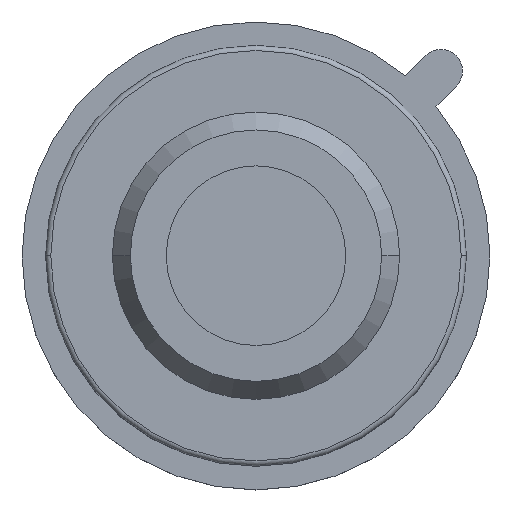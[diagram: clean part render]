
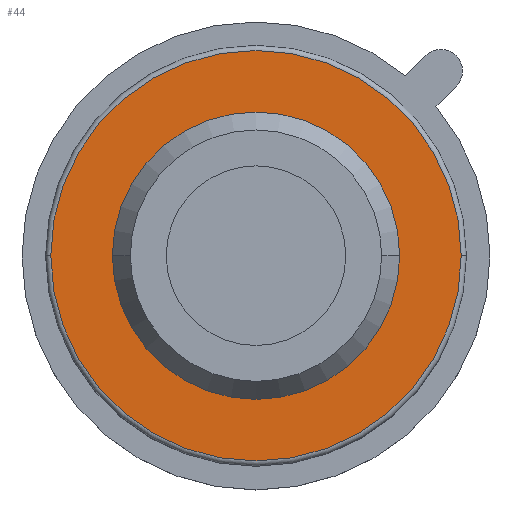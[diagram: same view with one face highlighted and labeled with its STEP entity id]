
A CAD part, top view. The second image highlights one B-rep face of the part: STEP entity #44.
In plain terms, the highlighted planar face has unit normal (0, 0, 1).
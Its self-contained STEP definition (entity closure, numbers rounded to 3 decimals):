
#11 = CIRCLE ( 'NONE', #517, 2.8 ) ;
#22 = VERTEX_POINT ( 'NONE', #210 ) ;
#40 = CIRCLE ( 'NONE', #754, 4. ) ;
#44 = ADVANCED_FACE ( 'NONE', ( #507, #610 ), #287, .T. ) ;
#60 = DIRECTION ( 'NONE',  ( 1., 0., 0. ) ) ;
#95 = CARTESIAN_POINT ( 'NONE',  ( 0., 0., 3.6 ) ) ;
#160 = AXIS2_PLACEMENT_3D ( 'NONE', #886, #812, #1229 ) ;
#191 = CARTESIAN_POINT ( 'NONE',  ( 0., 0., 3.6 ) ) ;
#192 = CARTESIAN_POINT ( 'NONE',  ( 2.8, 0., 3.6 ) ) ;
#198 = CARTESIAN_POINT ( 'NONE',  ( -2.8, 0., 3.6 ) ) ;
#210 = CARTESIAN_POINT ( 'NONE',  ( -4., 0., 3.6 ) ) ;
#259 = AXIS2_PLACEMENT_3D ( 'NONE', #191, #400, #596 ) ;
#287 = PLANE ( 'NONE',  #259 ) ;
#366 = DIRECTION ( 'NONE',  ( 0., 0., 1. ) ) ;
#400 = DIRECTION ( 'NONE',  ( 0., 0., 1. ) ) ;
#427 = CIRCLE ( 'NONE', #160, 4. ) ;
#440 = CARTESIAN_POINT ( 'NONE',  ( 0., 0., 3.6 ) ) ;
#507 = FACE_OUTER_BOUND ( 'NONE', #1311, .T. ) ;
#517 = AXIS2_PLACEMENT_3D ( 'NONE', #95, #1314, #909 ) ;
#553 = ORIENTED_EDGE ( 'NONE', *, *, #934, .T. ) ;
#592 = DIRECTION ( 'NONE',  ( 0., 0., 1. ) ) ;
#596 = DIRECTION ( 'NONE',  ( 1., 0., 0. ) ) ;
#610 = FACE_BOUND ( 'NONE', #1350, .T. ) ;
#679 = EDGE_CURVE ( 'NONE', #850, #841, #1345, .T. ) ;
#751 = DIRECTION ( 'NONE',  ( 1., 0., 0. ) ) ;
#754 = AXIS2_PLACEMENT_3D ( 'NONE', #1224, #592, #60 ) ;
#768 = ORIENTED_EDGE ( 'NONE', *, *, #914, .F. ) ;
#809 = CARTESIAN_POINT ( 'NONE',  ( 4., 0., 3.6 ) ) ;
#812 = DIRECTION ( 'NONE',  ( 0., 0., 1. ) ) ;
#825 = EDGE_CURVE ( 'NONE', #22, #890, #40, .T. ) ;
#833 = ORIENTED_EDGE ( 'NONE', *, *, #679, .F. ) ;
#841 = VERTEX_POINT ( 'NONE', #192 ) ;
#850 = VERTEX_POINT ( 'NONE', #198 ) ;
#886 = CARTESIAN_POINT ( 'NONE',  ( 0., 0., 3.6 ) ) ;
#890 = VERTEX_POINT ( 'NONE', #809 ) ;
#909 = DIRECTION ( 'NONE',  ( 1., 0., 0. ) ) ;
#914 = EDGE_CURVE ( 'NONE', #841, #850, #11, .T. ) ;
#934 = EDGE_CURVE ( 'NONE', #890, #22, #427, .T. ) ;
#990 = ORIENTED_EDGE ( 'NONE', *, *, #825, .T. ) ;
#1108 = AXIS2_PLACEMENT_3D ( 'NONE', #440, #366, #751 ) ;
#1224 = CARTESIAN_POINT ( 'NONE',  ( 0., 0., 3.6 ) ) ;
#1229 = DIRECTION ( 'NONE',  ( 1., 0., 0. ) ) ;
#1311 = EDGE_LOOP ( 'NONE', ( #553, #990 ) ) ;
#1314 = DIRECTION ( 'NONE',  ( 0., 0., 1. ) ) ;
#1345 = CIRCLE ( 'NONE', #1108, 2.8 ) ;
#1350 = EDGE_LOOP ( 'NONE', ( #833, #768 ) ) ;
